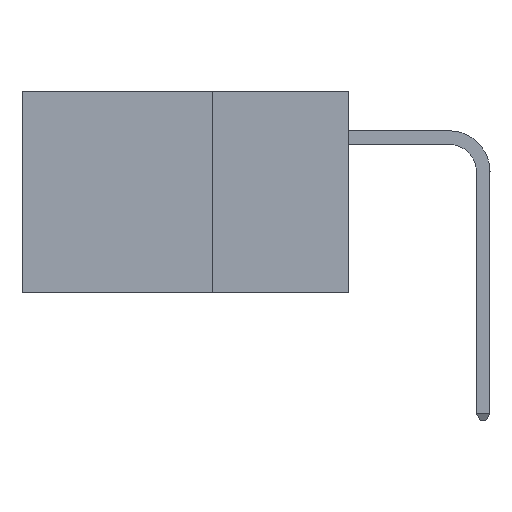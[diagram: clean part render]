
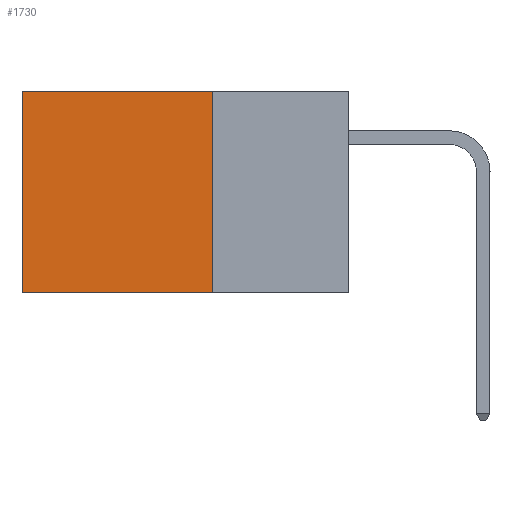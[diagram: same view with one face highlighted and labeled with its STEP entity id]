
A CAD part, left-side view. The second image highlights one B-rep face of the part: STEP entity #1730.
In plain terms, the highlighted planar face has unit normal (-1, 0, 0).
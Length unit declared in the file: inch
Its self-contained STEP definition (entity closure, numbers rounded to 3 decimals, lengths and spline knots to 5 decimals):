
#397 = VECTOR ( 'NONE', #2466, 39.37008 ) ;
#1730 = ADVANCED_FACE ( 'NONE', ( #9381 ), #27069, .F. ) ;
#1810 = EDGE_CURVE ( 'NONE', #21295, #25939, #21066, .T. ) ;
#1821 = ORIENTED_EDGE ( 'NONE', *, *, #26197, .T. ) ;
#2466 = DIRECTION ( 'NONE',  ( 0., 0., -1. ) ) ;
#5212 = VECTOR ( 'NONE', #16504, 39.37008 ) ;
#7506 = LINE ( 'NONE', #26282, #397 ) ;
#8599 = CARTESIAN_POINT ( 'NONE',  ( 0.2875, 0.25, -0.37 ) ) ;
#9381 = FACE_OUTER_BOUND ( 'NONE', #13321, .T. ) ;
#9407 = CARTESIAN_POINT ( 'NONE',  ( 0.2875, 0.6, -0.37 ) ) ;
#12447 = ORIENTED_EDGE ( 'NONE', *, *, #1810, .F. ) ;
#13022 = ORIENTED_EDGE ( 'NONE', *, *, #30425, .F. ) ;
#13207 = VECTOR ( 'NONE', #21679, 39.37008 ) ;
#13321 = EDGE_LOOP ( 'NONE', ( #30170, #12447, #13022, #1821 ) ) ;
#15137 = CARTESIAN_POINT ( 'NONE',  ( 0.2875, 0.25, 0. ) ) ;
#16440 = VECTOR ( 'NONE', #21175, 39.37008 ) ;
#16504 = DIRECTION ( 'NONE',  ( 0., 0., -1. ) ) ;
#18584 = CARTESIAN_POINT ( 'NONE',  ( 0.2875, 0.25, -0.37 ) ) ;
#21066 = LINE ( 'NONE', #18584, #13207 ) ;
#21175 = DIRECTION ( 'NONE',  ( 0., 1., 0. ) ) ;
#21295 = VERTEX_POINT ( 'NONE', #8599 ) ;
#21679 = DIRECTION ( 'NONE',  ( 0., 1., 0. ) ) ;
#23384 = LINE ( 'NONE', #26285, #16440 ) ;
#24023 = CARTESIAN_POINT ( 'NONE',  ( 0.2875, 0.6, 0. ) ) ;
#24257 = CARTESIAN_POINT ( 'NONE',  ( 0.2875, 0.6, 0. ) ) ;
#24800 = LINE ( 'NONE', #24257, #5212 ) ;
#25939 = VERTEX_POINT ( 'NONE', #9407 ) ;
#26197 = EDGE_CURVE ( 'NONE', #31532, #32420, #23384, .T. ) ;
#26282 = CARTESIAN_POINT ( 'NONE',  ( 0.2875, 0.25, 0. ) ) ;
#26285 = CARTESIAN_POINT ( 'NONE',  ( 0.2875, 0.25, 0. ) ) ;
#26925 = DIRECTION ( 'NONE',  ( 0., 0., -1. ) ) ;
#27069 = PLANE ( 'NONE',  #29898 ) ;
#27112 = DIRECTION ( 'NONE',  ( 1., 0., 0. ) ) ;
#27191 = CARTESIAN_POINT ( 'NONE',  ( 0.2875, 0.25, 0. ) ) ;
#29898 = AXIS2_PLACEMENT_3D ( 'NONE', #27191, #27112, #26925 ) ;
#30170 = ORIENTED_EDGE ( 'NONE', *, *, #32876, .T. ) ;
#30425 = EDGE_CURVE ( 'NONE', #31532, #21295, #7506, .T. ) ;
#31532 = VERTEX_POINT ( 'NONE', #15137 ) ;
#32420 = VERTEX_POINT ( 'NONE', #24023 ) ;
#32876 = EDGE_CURVE ( 'NONE', #32420, #25939, #24800, .T. ) ;
